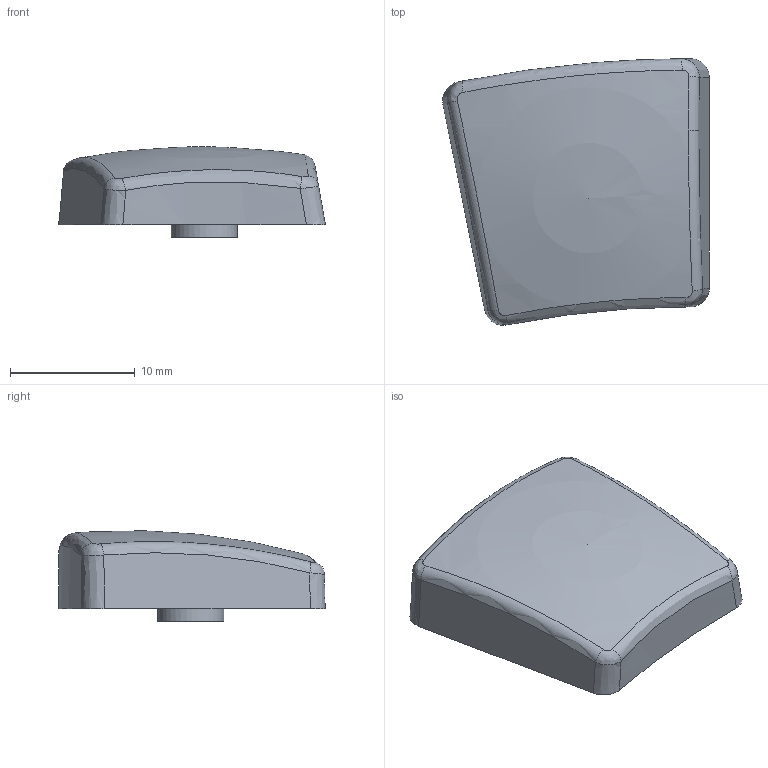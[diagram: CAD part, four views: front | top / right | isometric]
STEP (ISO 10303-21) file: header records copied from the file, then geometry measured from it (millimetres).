
FILE_DESCRIPTION(('HOOPS Exchange Step'),'2;1');
FILE_NAME('temp_export','2024-05-13T17:24:33+02:00',('anaumann'),('Shapr3D Limited'),'HOOPS Exchange 2024.2','Shapr3D','Authorized');
FILE_SCHEMA( ('AUTOMOTIVE_DESIGN { 1 0 10303 214 1 1 1 1 }') );
Length unit declared in the file: millimetre
Products named in the file (1): root
Bounding box: 21.37 x 21.35 x 7.24 mm (x, y, z)
Volume: 1620.3 mm3; surface area: 1306 mm2
Topology: 1 solids, 1 shells, 64 faces, 156 edges, 96 vertices
Faces by surface type: plane 32, bspline 17, cylinder 7, cone 4, torus 3, sphere 1
Full cylindrical faces by diameter (mm): 5.3 x1
Entity records: 3791 total; most frequent: CARTESIAN_POINT 2360, ORIENTED_EDGE 310, DIRECTION 257, EDGE_CURVE 155, VERTEX_POINT 96, VECTOR 87, LINE 87, AXIS2_PLACEMENT_3D 85
